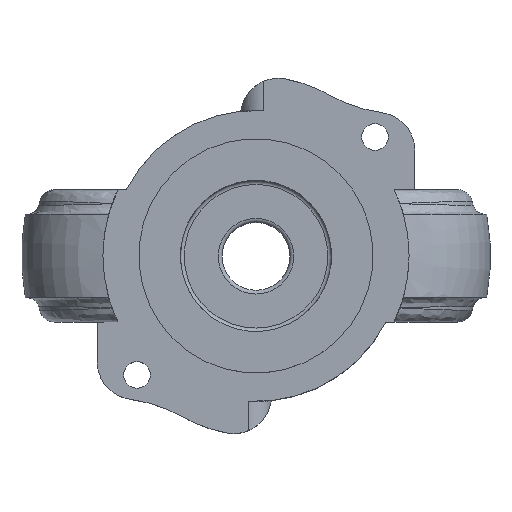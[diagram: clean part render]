
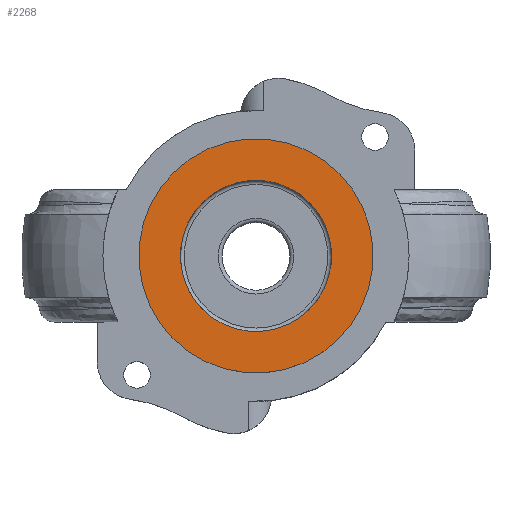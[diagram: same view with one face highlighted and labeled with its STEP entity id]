
A CAD part, top view. The second image highlights one B-rep face of the part: STEP entity #2268.
In plain terms, the highlighted planar face has unit normal (0, 0, 1).
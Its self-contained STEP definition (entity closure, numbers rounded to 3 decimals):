
#54=FACE_BOUND('',#593,.T.);
#321=PLANE('',#2494);
#458=FACE_OUTER_BOUND('',#592,.T.);
#592=EDGE_LOOP('',(#2012,#2013));
#593=EDGE_LOOP('',(#2014,#2015));
#708=CIRCLE('',#2489,10.);
#709=CIRCLE('',#2490,10.);
#712=CIRCLE('',#2495,15.5);
#713=CIRCLE('',#2496,15.5);
#1036=VERTEX_POINT('',#5701);
#1037=VERTEX_POINT('',#5703);
#1038=VERTEX_POINT('',#5710);
#1039=VERTEX_POINT('',#5711);
#1360=EDGE_CURVE('',#1037,#1036,#708,.T.);
#1361=EDGE_CURVE('',#1036,#1037,#709,.T.);
#1364=EDGE_CURVE('',#1038,#1039,#712,.T.);
#1365=EDGE_CURVE('',#1039,#1038,#713,.T.);
#2012=ORIENTED_EDGE('',*,*,#1364,.F.);
#2013=ORIENTED_EDGE('',*,*,#1365,.F.);
#2014=ORIENTED_EDGE('',*,*,#1360,.T.);
#2015=ORIENTED_EDGE('',*,*,#1361,.T.);
#2268=ADVANCED_FACE('',(#458,#54),#321,.T.);
#2489=AXIS2_PLACEMENT_3D('',#5704,#2995,#2996);
#2490=AXIS2_PLACEMENT_3D('',#5705,#2997,#2998);
#2494=AXIS2_PLACEMENT_3D('',#5709,#3005,#3006);
#2495=AXIS2_PLACEMENT_3D('',#5712,#3007,#3008);
#2496=AXIS2_PLACEMENT_3D('',#5713,#3009,#3010);
#2995=DIRECTION('center_axis',(0.,0.,-1.));
#2996=DIRECTION('ref_axis',(0.717,0.697,0.));
#2997=DIRECTION('center_axis',(0.,0.,-1.));
#2998=DIRECTION('ref_axis',(0.717,0.697,0.));
#3005=DIRECTION('center_axis',(0.,0.,1.));
#3006=DIRECTION('ref_axis',(0.697,-0.717,0.));
#3007=DIRECTION('center_axis',(0.,0.,-1.));
#3008=DIRECTION('ref_axis',(0.717,0.697,0.));
#3009=DIRECTION('center_axis',(0.,0.,-1.));
#3010=DIRECTION('ref_axis',(0.717,0.697,0.));
#5701=CARTESIAN_POINT('',(-7.17,-6.971,0.872));
#5703=CARTESIAN_POINT('',(7.17,6.971,0.872));
#5704=CARTESIAN_POINT('Origin',(0.,0.,0.872));
#5705=CARTESIAN_POINT('Origin',(0.,0.,0.872));
#5709=CARTESIAN_POINT('Origin',(9.141,8.888,0.872));
#5710=CARTESIAN_POINT('',(11.113,10.805,0.872));
#5711=CARTESIAN_POINT('',(-11.113,-10.805,0.872));
#5712=CARTESIAN_POINT('Origin',(0.,0.,0.872));
#5713=CARTESIAN_POINT('Origin',(0.,0.,0.872));
